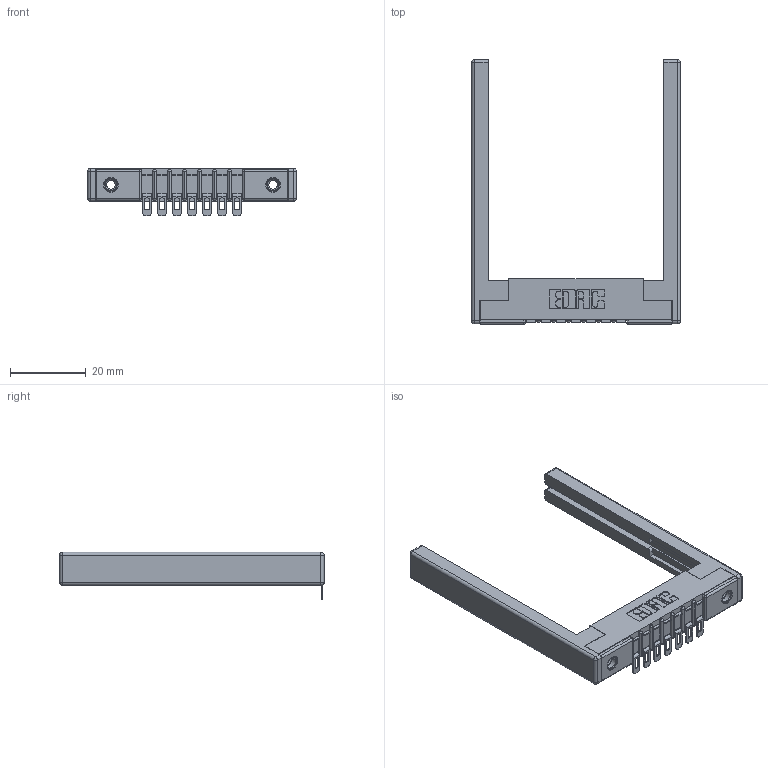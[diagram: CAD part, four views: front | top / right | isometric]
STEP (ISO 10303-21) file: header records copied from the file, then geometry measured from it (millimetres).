
FILE_DESCRIPTION (( 'STEP AP203' ), '1' );
FILE_NAME ('357-007-454-168.STEP', '2020-09-30T02:41:05', ( '' ), ( '' ), 'SwSTEP 2.0', 'SolidWorks 2020', '' );
FILE_SCHEMA (( 'CONFIG_CONTROL_DESIGN' ));
Length unit declared in the file: inch
Products named in the file (5): 307 Part_.156 Dia Mounting Holes; 307-220-068; 307-290-002_554; 345-250-001_345-250-001-102; 357-007-454-168
Assembly tree (12 placements, depth 2):
  357-007-454-168
    307 Part_.156 Dia Mounting Holes
    307-290-002_554  x7
    307-220-068  x2
    345-250-001_345-250-001-102  x2
Bounding box: 55.17 x 69.98 x 12.52 mm (x, y, z)
Volume: 8195.6 mm3; surface area: 9830 mm2
Topology: 12 solids, 12 shells, 847 faces, 2484 edges, 1612 vertices
Faces by surface type: plane 480, cylinder 327, sphere 24, cone 12, torus 4
Entity records: 14040 total; most frequent: CARTESIAN_POINT 2327, ORIENTED_EDGE 2306, DIRECTION 2301, EDGE_CURVE 1153, VECTOR 857, LINE 857, VERTEX_POINT 748, AXIS2_PLACEMENT_3D 722
